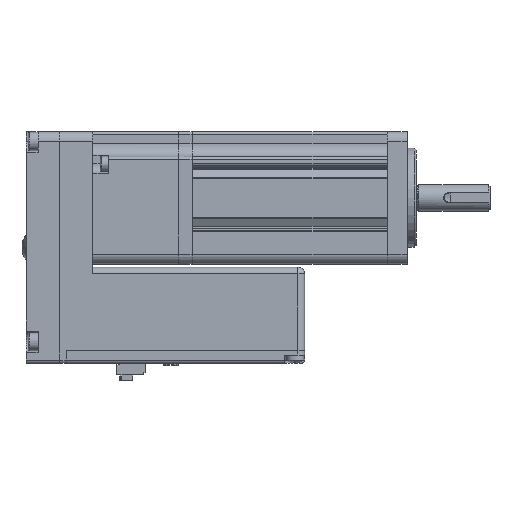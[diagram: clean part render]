
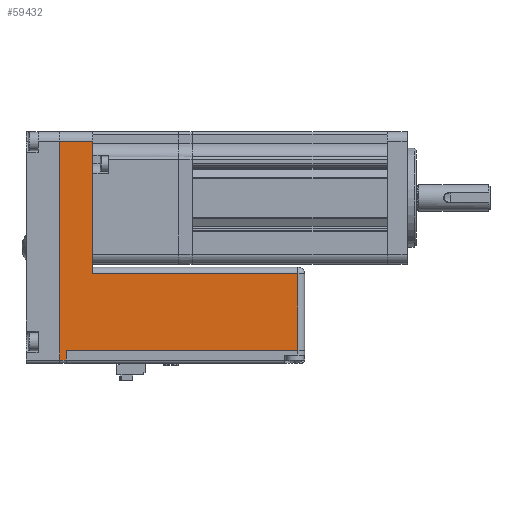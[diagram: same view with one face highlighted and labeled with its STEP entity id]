
A CAD part, front view. The second image highlights one B-rep face of the part: STEP entity #59432.
In plain terms, the highlighted planar face has unit normal (0, -1, 0).
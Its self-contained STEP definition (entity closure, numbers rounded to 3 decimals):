
#1052 = CARTESIAN_POINT ( 'NONE',  ( -33., -20., -21. ) ) ;
#2031 = DIRECTION ( 'NONE',  ( 1., 0., 0. ) ) ;
#2758 = CARTESIAN_POINT ( 'NONE',  ( -103., -20., -46. ) ) ;
#6057 = VERTEX_POINT ( 'NONE', #48435 ) ;
#6778 = CARTESIAN_POINT ( 'NONE',  ( -103., -20., -49. ) ) ;
#8000 = ORIENTED_EDGE ( 'NONE', *, *, #58807, .F. ) ;
#9766 = CARTESIAN_POINT ( 'NONE',  ( -95., -20., -23. ) ) ;
#11913 = VECTOR ( 'NONE', #40452, 1000. ) ;
#13534 = CARTESIAN_POINT ( 'NONE',  ( -95., -20., -23. ) ) ;
#13965 = VECTOR ( 'NONE', #73250, 1000. ) ;
#15622 = DIRECTION ( 'NONE',  ( -1., 0., 0. ) ) ;
#16237 = VERTEX_POINT ( 'NONE', #54963 ) ;
#16340 = DIRECTION ( 'NONE',  ( -1., 0., 0. ) ) ;
#17106 = AXIS2_PLACEMENT_3D ( 'NONE', #70150, #31489, #76641 ) ;
#18101 = VERTEX_POINT ( 'NONE', #72339 ) ;
#19691 = VECTOR ( 'NONE', #2031, 1000. ) ;
#19770 = LINE ( 'NONE', #2758, #54364 ) ;
#23934 = ORIENTED_EDGE ( 'NONE', *, *, #54570, .T. ) ;
#29248 = LINE ( 'NONE', #1052, #11913 ) ;
#29477 = LINE ( 'NONE', #35551, #44756 ) ;
#29674 = EDGE_CURVE ( 'NONE', #43992, #48946, #67752, .T. ) ;
#30339 = VECTOR ( 'NONE', #16340, 1000. ) ;
#31489 = DIRECTION ( 'NONE',  ( 0., -1., 0. ) ) ;
#35508 = DIRECTION ( 'NONE',  ( 0., 0., -1. ) ) ;
#35551 = CARTESIAN_POINT ( 'NONE',  ( -103., -20., -46. ) ) ;
#37914 = VECTOR ( 'NONE', #35508, 1000. ) ;
#38012 = VERTEX_POINT ( 'NONE', #43459 ) ;
#39526 = ORIENTED_EDGE ( 'NONE', *, *, #49698, .T. ) ;
#39998 = CARTESIAN_POINT ( 'NONE',  ( -105., -20., 17. ) ) ;
#40452 = DIRECTION ( 'NONE',  ( 0., 0., 1. ) ) ;
#42331 = DIRECTION ( 'NONE',  ( 0., 0., -1. ) ) ;
#42422 = EDGE_CURVE ( 'NONE', #18101, #76107, #43140, .T. ) ;
#43008 = DIRECTION ( 'NONE',  ( 0., 0., 1. ) ) ;
#43140 = LINE ( 'NONE', #47378, #19691 ) ;
#43459 = CARTESIAN_POINT ( 'NONE',  ( -33., -20., -46. ) ) ;
#43460 = ORIENTED_EDGE ( 'NONE', *, *, #42422, .T. ) ;
#43992 = VERTEX_POINT ( 'NONE', #13534 ) ;
#44756 = VECTOR ( 'NONE', #42331, 1000. ) ;
#46463 = ORIENTED_EDGE ( 'NONE', *, *, #62051, .F. ) ;
#47378 = CARTESIAN_POINT ( 'NONE',  ( -103., -20., -49. ) ) ;
#48435 = CARTESIAN_POINT ( 'NONE',  ( -33., -20., -23. ) ) ;
#48946 = VERTEX_POINT ( 'NONE', #51221 ) ;
#49698 = EDGE_CURVE ( 'NONE', #6057, #43992, #81885, .T. ) ;
#50658 = VECTOR ( 'NONE', #43008, 1000. ) ;
#51079 = EDGE_CURVE ( 'NONE', #48946, #82324, #65675, .T. ) ;
#51221 = CARTESIAN_POINT ( 'NONE',  ( -95., -20., 17. ) ) ;
#54364 = VECTOR ( 'NONE', #15622, 1000. ) ;
#54570 = EDGE_CURVE ( 'NONE', #38012, #6057, #29248, .T. ) ;
#54963 = CARTESIAN_POINT ( 'NONE',  ( -103., -20., -46. ) ) ;
#58807 = EDGE_CURVE ( 'NONE', #38012, #16237, #19770, .T. ) ;
#59432 = ADVANCED_FACE ( 'NONE', ( #81890 ), #82882, .T. ) ;
#62051 = EDGE_CURVE ( 'NONE', #16237, #76107, #29477, .T. ) ;
#64247 = EDGE_CURVE ( 'NONE', #82324, #18101, #81246, .T. ) ;
#65675 = LINE ( 'NONE', #78669, #13965 ) ;
#67752 = LINE ( 'NONE', #74826, #50658 ) ;
#67785 = ORIENTED_EDGE ( 'NONE', *, *, #51079, .T. ) ;
#68942 = EDGE_LOOP ( 'NONE', ( #74920, #43460, #46463, #8000, #23934, #39526, #73527, #67785 ) ) ;
#70150 = CARTESIAN_POINT ( 'NONE',  ( -95., -20., 20. ) ) ;
#72339 = CARTESIAN_POINT ( 'NONE',  ( -105., -20., -49. ) ) ;
#73250 = DIRECTION ( 'NONE',  ( -1., 0., 0. ) ) ;
#73527 = ORIENTED_EDGE ( 'NONE', *, *, #29674, .T. ) ;
#74081 = CARTESIAN_POINT ( 'NONE',  ( -105., -20., 20. ) ) ;
#74826 = CARTESIAN_POINT ( 'NONE',  ( -95., -20., -21. ) ) ;
#74920 = ORIENTED_EDGE ( 'NONE', *, *, #64247, .T. ) ;
#76107 = VERTEX_POINT ( 'NONE', #6778 ) ;
#76641 = DIRECTION ( 'NONE',  ( 0., 0., 1. ) ) ;
#78669 = CARTESIAN_POINT ( 'NONE',  ( -105., -20., 17. ) ) ;
#81246 = LINE ( 'NONE', #74081, #37914 ) ;
#81885 = LINE ( 'NONE', #9766, #30339 ) ;
#81890 = FACE_OUTER_BOUND ( 'NONE', #68942, .T. ) ;
#82324 = VERTEX_POINT ( 'NONE', #39998 ) ;
#82882 = PLANE ( 'NONE',  #17106 ) ;
